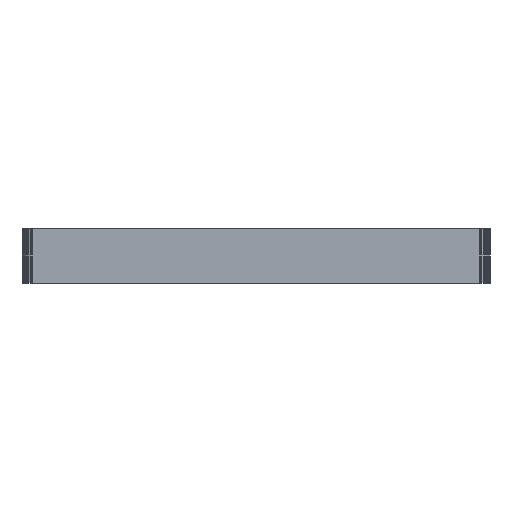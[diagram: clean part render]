
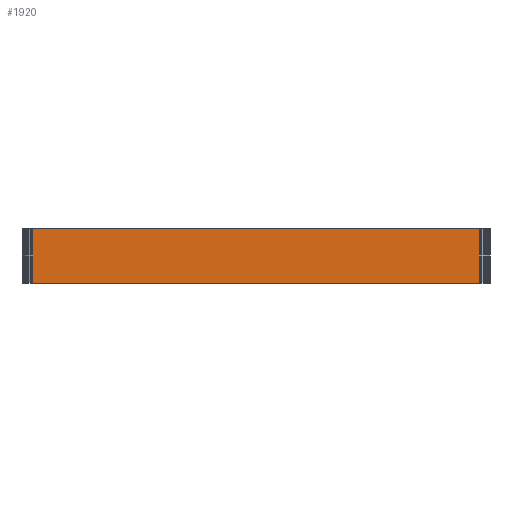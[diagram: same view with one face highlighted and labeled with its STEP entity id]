
A CAD part, left-side view. The second image highlights one B-rep face of the part: STEP entity #1920.
In plain terms, the highlighted planar face has unit normal (-1, 0, 0).
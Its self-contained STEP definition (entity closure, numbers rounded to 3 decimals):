
#94=FACE_OUTER_BOUND('',#187,.T.);
#187=EDGE_LOOP('',(#1692,#1693,#1694,#1695));
#289=LINE('',#2669,#562);
#387=LINE('',#2863,#660);
#460=LINE('',#3011,#733);
#461=LINE('',#3013,#734);
#562=VECTOR('',#2129,10.);
#660=VECTOR('',#2249,10.);
#733=VECTOR('',#2448,10.);
#734=VECTOR('',#2451,10.);
#830=VERTEX_POINT('',#2666);
#831=VERTEX_POINT('',#2668);
#915=VERTEX_POINT('',#2860);
#916=VERTEX_POINT('',#2862);
#1017=EDGE_CURVE('',#830,#831,#289,.T.);
#1115=EDGE_CURVE('',#915,#916,#387,.T.);
#1188=EDGE_CURVE('',#915,#831,#460,.T.);
#1189=EDGE_CURVE('',#916,#830,#461,.T.);
#1692=ORIENTED_EDGE('',*,*,#1115,.F.);
#1693=ORIENTED_EDGE('',*,*,#1188,.T.);
#1694=ORIENTED_EDGE('',*,*,#1017,.F.);
#1695=ORIENTED_EDGE('',*,*,#1189,.F.);
#1827=PLANE('',#2015);
#1920=ADVANCED_FACE('',(#94),#1827,.T.);
#2015=AXIS2_PLACEMENT_3D('',#3012,#2449,#2450);
#2129=DIRECTION('',(0.,-1.,0.));
#2249=DIRECTION('',(0.,1.,0.));
#2448=DIRECTION('',(0.,0.,1.));
#2449=DIRECTION('center_axis',(-1.,0.,0.));
#2450=DIRECTION('ref_axis',(0.,-1.,0.));
#2451=DIRECTION('',(0.,0.,1.));
#2666=CARTESIAN_POINT('',(0.134,-2.48,24.847));
#2668=CARTESIAN_POINT('',(0.134,-108.46,24.847));
#2669=CARTESIAN_POINT('',(0.134,-28.974,24.847));
#2860=CARTESIAN_POINT('',(0.134,-108.46,11.847));
#2862=CARTESIAN_POINT('',(0.134,-2.48,11.847));
#2863=CARTESIAN_POINT('',(0.134,-28.974,11.847));
#3011=CARTESIAN_POINT('',(0.134,-108.46,11.847));
#3012=CARTESIAN_POINT('Origin',(0.134,-2.48,11.847));
#3013=CARTESIAN_POINT('',(0.134,-2.48,11.847));
